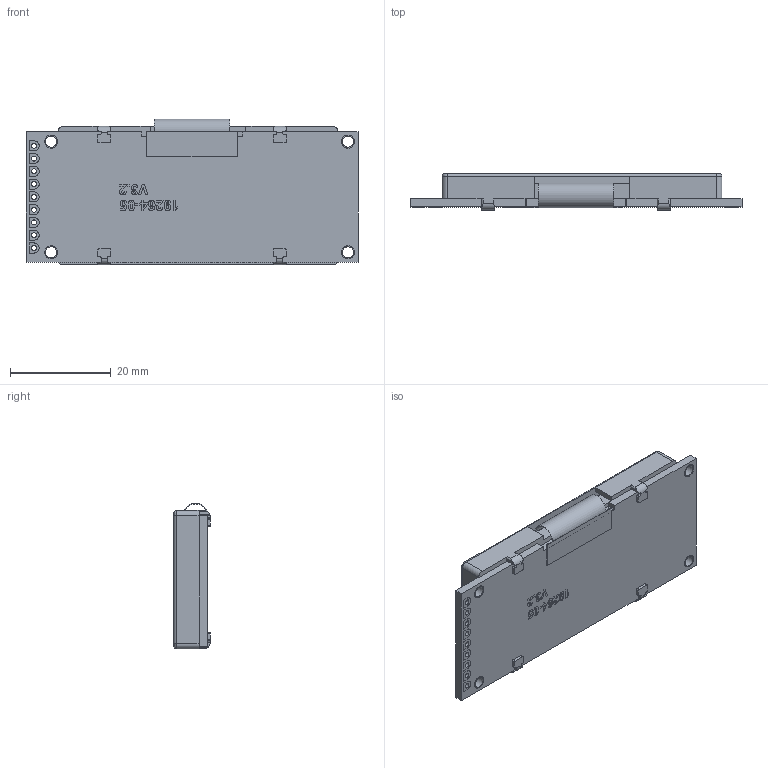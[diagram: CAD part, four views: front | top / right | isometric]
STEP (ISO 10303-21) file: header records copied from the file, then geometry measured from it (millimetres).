
FILE_DESCRIPTION(/* description */ (''),/* implementation_level */ '2;1');
FILE_NAME(/* name */ '19264-05 LCD.step',/* time_stamp */ '2021-12-19T23:54:40+10:00',/* author */ (''),/* organization */ (''),/* preprocessor_version */ 'ST-DEVELOPER v18.1',/* originating_system */ 'Autodesk Translation Framework v10.10.0.1391',/* authorisation */ '');
FILE_SCHEMA (('AUTOMOTIVE_DESIGN { 1 0 10303 214 3 1 1 }'));
Products named in the file (3): 19264 LCD; PCB; TFT DISPLAY
Assembly tree (2 placements, depth 2):
  19264 LCD
    PCB
    TFT DISPLAY
Bounding box: 66 x 7.2 x 28.95 mm (x, y, z)
Volume: 9119.6 mm3; surface area: 9608.9 mm2
Topology: 49 solids, 49 shells, 1594 faces, 4330 edges, 2880 vertices
Faces by surface type: bspline 836, plane 663, cylinder 95
Full cylindrical faces by diameter (mm): 1 x9, 2.2 x4, 2.6 x8
Entity records: 58169 total; most frequent: CARTESIAN_POINT 23097, ORIENTED_EDGE 8660, DIRECTION 4362, EDGE_CURVE 4330, VERTEX_POINT 2880, LINE 2464, VECTOR 2464, EDGE_LOOP 1716
